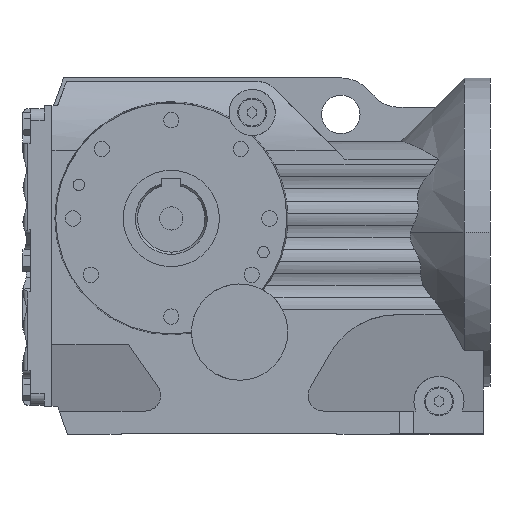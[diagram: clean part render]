
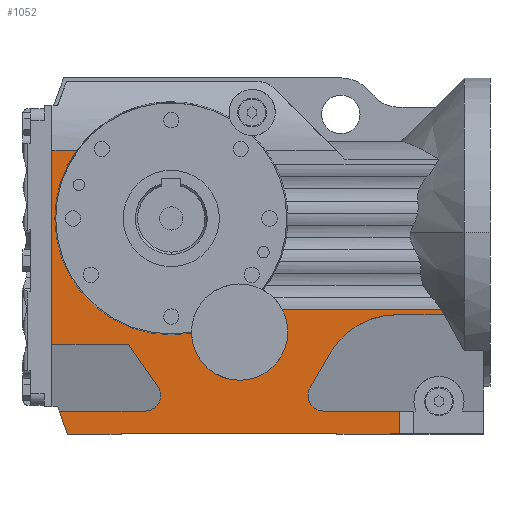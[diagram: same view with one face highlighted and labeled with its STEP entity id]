
A CAD part, front view. The second image highlights one B-rep face of the part: STEP entity #1052.
In plain terms, the highlighted planar face has unit normal (0, -1, 0).
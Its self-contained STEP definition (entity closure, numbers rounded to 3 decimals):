
#1052=ADVANCED_FACE('NONE',(#2276),#2277,.F.);
#2276=FACE_OUTER_BOUND('',#3692,.T.);
#2277=PLANE('',#3693);
#3692=EDGE_LOOP('',(#6872,#6873,#6874,#6875,#6876,#6877,#6878,#6879,#6880,#6881,#6882,#6883,#6884,#6885,#6886,#6887,#6888,#6889,#6890,#6891,#6892,#6893,#6894,#6895,#6896,#6897,#6898,#6899,#6900,#6901));
#3693=AXIS2_PLACEMENT_3D('',#6902,#6903,#6904);
#6872=ORIENTED_EDGE('',*,*,#9449,.T.);
#6873=ORIENTED_EDGE('',*,*,#9552,.T.);
#6874=ORIENTED_EDGE('',*,*,#9553,.T.);
#6875=ORIENTED_EDGE('',*,*,#9554,.T.);
#6876=ORIENTED_EDGE('',*,*,#9361,.F.);
#6877=ORIENTED_EDGE('',*,*,#9555,.F.);
#6878=ORIENTED_EDGE('',*,*,#9556,.F.);
#6879=ORIENTED_EDGE('',*,*,#9557,.T.);
#6880=ORIENTED_EDGE('',*,*,#9558,.T.);
#6881=ORIENTED_EDGE('',*,*,#9559,.F.);
#6882=ORIENTED_EDGE('',*,*,#9560,.F.);
#6883=ORIENTED_EDGE('',*,*,#9561,.F.);
#6884=ORIENTED_EDGE('',*,*,#9562,.T.);
#6885=ORIENTED_EDGE('',*,*,#9563,.F.);
#6886=ORIENTED_EDGE('',*,*,#9564,.F.);
#6887=ORIENTED_EDGE('',*,*,#9522,.F.);
#6888=ORIENTED_EDGE('',*,*,#9519,.T.);
#6889=ORIENTED_EDGE('',*,*,#9565,.T.);
#6890=ORIENTED_EDGE('',*,*,#9428,.T.);
#6891=ORIENTED_EDGE('',*,*,#9566,.T.);
#6892=ORIENTED_EDGE('',*,*,#8359,.T.);
#6893=ORIENTED_EDGE('',*,*,#9567,.T.);
#6894=ORIENTED_EDGE('',*,*,#9568,.T.);
#6895=ORIENTED_EDGE('',*,*,#9547,.F.);
#6896=ORIENTED_EDGE('',*,*,#9569,.F.);
#6897=ORIENTED_EDGE('',*,*,#9526,.T.);
#6898=ORIENTED_EDGE('',*,*,#9207,.F.);
#6899=ORIENTED_EDGE('',*,*,#9570,.F.);
#6900=ORIENTED_EDGE('',*,*,#9397,.T.);
#6901=ORIENTED_EDGE('',*,*,#9434,.T.);
#6902=CARTESIAN_POINT('',(45.029,-55.0,59.0));
#6903=DIRECTION('',(0.0,1.0,0.0));
#6904=DIRECTION('',(0.0,0.0,-1.0));
#8359=EDGE_CURVE('NONE',#9978,#9982,#9984,.T.);
#9207=EDGE_CURVE('NONE',#11271,#11273,#11274,.T.);
#9361=EDGE_CURVE('NONE',#11546,#11548,#11549,.T.);
#9397=EDGE_CURVE('NONE',#11600,#11598,#11601,.T.);
#9428=EDGE_CURVE('NONE',#11652,#11650,#11653,.T.);
#9434=EDGE_CURVE('NONE',#11598,#11659,#11661,.T.);
#9449=EDGE_CURVE('NONE',#11659,#11683,#11685,.T.);
#9519=EDGE_CURVE('NONE',#11787,#11795,#11797,.T.);
#9522=EDGE_CURVE('NONE',#11787,#11801,#11802,.T.);
#9526=EDGE_CURVE('NONE',#11807,#11273,#11808,.T.);
#9547=EDGE_CURVE('NONE',#11832,#11834,#11835,.T.);
#9552=EDGE_CURVE('NONE',#11683,#11841,#11842,.T.);
#9553=EDGE_CURVE('NONE',#11841,#11843,#11844,.T.);
#9554=EDGE_CURVE('NONE',#11843,#11548,#11845,.T.);
#9555=EDGE_CURVE('NONE',#11846,#11546,#11847,.T.);
#9556=EDGE_CURVE('NONE',#11848,#11846,#11849,.T.);
#9557=EDGE_CURVE('NONE',#11848,#11850,#11851,.T.);
#9558=EDGE_CURVE('NONE',#11850,#11852,#11853,.T.);
#9559=EDGE_CURVE('NONE',#11854,#11852,#11855,.T.);
#9560=EDGE_CURVE('NONE',#11856,#11854,#11857,.T.);
#9561=EDGE_CURVE('NONE',#11858,#11856,#11859,.T.);
#9562=EDGE_CURVE('NONE',#11858,#11860,#11861,.T.);
#9563=EDGE_CURVE('NONE',#11862,#11860,#11863,.T.);
#9564=EDGE_CURVE('NONE',#11801,#11862,#11864,.T.);
#9565=EDGE_CURVE('NONE',#11795,#11652,#11865,.T.);
#9566=EDGE_CURVE('NONE',#11650,#9978,#11866,.T.);
#9567=EDGE_CURVE('NONE',#9982,#11867,#11868,.T.);
#9568=EDGE_CURVE('NONE',#11867,#11834,#11869,.T.);
#9569=EDGE_CURVE('NONE',#11807,#11832,#11870,.T.);
#9570=EDGE_CURVE('NONE',#11600,#11271,#11871,.T.);
#9978=VERTEX_POINT('',#12368);
#9982=VERTEX_POINT('NONE',#12383);
#9984=CIRCLE('',#12386,8.);
#11271=VERTEX_POINT('NONE',#15209);
#11273=VERTEX_POINT('NONE',#15212);
#11274=CIRCLE('',#15213,25.0);
#11546=VERTEX_POINT('NONE',#15783);
#11548=VERTEX_POINT('NONE',#15786);
#11549=CIRCLE('',#15787,8.);
#11598=VERTEX_POINT('NONE',#15936);
#11600=VERTEX_POINT('NONE',#15939);
#11601=CIRCLE('',#15940,60.445);
#11650=VERTEX_POINT('NONE',#16041);
#11652=VERTEX_POINT('NONE',#16044);
#11653=LINE('',#16045,#16046);
#11659=VERTEX_POINT('NONE',#16056);
#11661=CIRCLE('',#16093,60.445);
#11683=VERTEX_POINT('NONE',#16205);
#11685=LINE('',#16207,#16208);
#11787=VERTEX_POINT('NONE',#16436);
#11795=VERTEX_POINT('NONE',#16448);
#11797=LINE('',#16451,#16452);
#11801=VERTEX_POINT('NONE',#16457);
#11802=LINE('',#16458,#16459);
#11807=VERTEX_POINT('NONE',#16466);
#11808=LINE('',#16467,#16468);
#11832=VERTEX_POINT('NONE',#16565);
#11834=VERTEX_POINT('NONE',#16572);
#11835=LINE('',#16573,#16574);
#11841=VERTEX_POINT('NONE',#16601);
#11842=LINE('',#16602,#16603);
#11843=VERTEX_POINT('NONE',#16604);
#11844=LINE('',#16605,#16606);
#11845=LINE('',#16607,#16608);
#11846=VERTEX_POINT('NONE',#16609);
#11847=CIRCLE('',#16610,8.);
#11848=VERTEX_POINT('NONE',#16611);
#11849=LINE('',#16612,#16613);
#11850=VERTEX_POINT('NONE',#16614);
#11851=LINE('',#16615,#16616);
#11852=VERTEX_POINT('NONE',#16617);
#11853=LINE('',#16618,#16619);
#11854=VERTEX_POINT('NONE',#16620);
#11855=LINE('',#16621,#16622);
#11856=VERTEX_POINT('NONE',#16623);
#11857=LINE('',#16624,#16625);
#11858=VERTEX_POINT('NONE',#16626);
#11859=LINE('',#16627,#16628);
#11860=VERTEX_POINT('NONE',#16629);
#11861=LINE('',#16630,#16631);
#11862=VERTEX_POINT('NONE',#16632);
#11863=LINE('',#16633,#16634);
#11864=LINE('',#16635,#16636);
#11865=LINE('',#16637,#16638);
#11866=CIRCLE('',#16639,8.);
#11867=VERTEX_POINT('NONE',#16640);
#11868=LINE('',#16641,#16642);
#11869=CIRCLE('',#16643,40.0);
#11870=B_SPLINE_CURVE_WITH_KNOTS('',3,(#16644,#16645,#16646,#16647),.UNSPECIFIED.,.F.,.F.,(4,4),(0.088,0.091),.UNSPECIFIED.);
#11871=CIRCLE('',#16648,25.0);
#12368=CARTESIAN_POINT('',(71.0,-55.0,-92.0));
#12383=CARTESIAN_POINT('',(72.072,-55.0,-88.0));
#12386=AXIS2_PLACEMENT_3D('',#17288,#17289,#17290);
#15209=CARTESIAN_POINT('',(60.5,-55.0,-59.0));
#15212=CARTESIAN_POINT('',(57.54,-55.0,-47.2));
#15213=AXIS2_PLACEMENT_3D('',#18104,#18105,#18106);
#15783=CARTESIAN_POINT('',(-5.5,-55.0,-92.0));
#15786=CARTESIAN_POINT('',(-6.947,-55.0,-87.411));
#15787=AXIS2_PLACEMENT_3D('',#18293,#18294,#18295);
#15936=CARTESIAN_POINT('',(-60.445,-55.0,0.0));
#15939=CARTESIAN_POINT('',(10.506,-55.0,-59.525));
#15940=AXIS2_PLACEMENT_3D('',#18320,#18321,#18322);
#16041=CARTESIAN_POINT('',(79.0,-55.,-100.0));
#16044=CARTESIAN_POINT('',(118.5,-55.,-100.));
#16045=CARTESIAN_POINT('',(162.0,-55.,-100.0));
#16046=VECTOR('',#18345,1000.0);
#16056=CARTESIAN_POINT('',(-49.072,-55.0,35.293));
#16093=AXIS2_PLACEMENT_3D('',#18350,#18351,#18352);
#16205=CARTESIAN_POINT('',(-62.,-55.0,35.293));
#16207=CARTESIAN_POINT('',(162.0,-55.0,35.293));
#16208=VECTOR('',#18362,1000.0);
#16436=CARTESIAN_POINT('',(114.0,-55.0,-111.5));
#16448=CARTESIAN_POINT('',(118.5,-55.,-111.5));
#16451=CARTESIAN_POINT('',(162.0,-55.0,-111.5));
#16452=VECTOR('',#18428,1000.0);
#16457=CARTESIAN_POINT('',(114.0,-55.0,-112.0));
#16458=CARTESIAN_POINT('',(114.0,-55.0,-112.0));
#16459=VECTOR('',#18430,1000.0);
#16466=CARTESIAN_POINT('',(140.007,-55.0,-47.2));
#16467=CARTESIAN_POINT('',(162.0,-55.0,-47.2));
#16468=VECTOR('',#18433,1000.0);
#16565=CARTESIAN_POINT('',(141.691,-55.,-50.0));
#16572=CARTESIAN_POINT('',(117.105,-55.0,-50.0));
#16573=CARTESIAN_POINT('',(162.0,-55.,-50.0));
#16574=VECTOR('',#18441,1000.0);
#16601=CARTESIAN_POINT('',(-62.0,-55.0,-65.5));
#16602=CARTESIAN_POINT('',(-62.0,-55.0,59.0));
#16603=VECTOR('',#18443,1000.0);
#16604=CARTESIAN_POINT('',(-22.289,-55.0,-65.5));
#16605=CARTESIAN_POINT('',(-66.,-55.0,-65.5));
#16606=VECTOR('',#18444,1000.0);
#16607=CARTESIAN_POINT('',(-45.731,-55.0,-32.021));
#16608=VECTOR('',#18445,1000.0);
#16609=CARTESIAN_POINT('',(-13.5,-55.0,-100.0));
#16610=AXIS2_PLACEMENT_3D('',#18446,#18447,#18448);
#16611=CARTESIAN_POINT('',(-58.115,-55.0,-100.0));
#16612=CARTESIAN_POINT('',(-66.,-55.0,-100.0));
#16613=VECTOR('',#18449,1000.0);
#16614=CARTESIAN_POINT('',(-54.042,-55.0,-111.5));
#16615=CARTESIAN_POINT('',(-96.653,-55.0,8.828));
#16616=VECTOR('',#18450,1000.0);
#16617=CARTESIAN_POINT('',(-54.0,-55.0,-111.5));
#16618=CARTESIAN_POINT('',(162.0,-55.0,-111.5));
#16619=VECTOR('',#18451,1000.0);
#16620=CARTESIAN_POINT('',(-54.0,-55.0,-112.0));
#16621=CARTESIAN_POINT('',(-54.0,-55.0,-111.5));
#16622=VECTOR('',#18452,1000.0);
#16623=CARTESIAN_POINT('',(-26.0,-55.0,-112.0));
#16624=CARTESIAN_POINT('',(-54.0,-55.0,-112.0));
#16625=VECTOR('',#18453,1000.0);
#16626=CARTESIAN_POINT('',(-26.0,-55.0,-111.5));
#16627=CARTESIAN_POINT('',(-26.0,-55.0,-112.0));
#16628=VECTOR('',#18454,1000.0);
#16629=CARTESIAN_POINT('',(86.0,-55.0,-111.5));
#16630=CARTESIAN_POINT('',(162.0,-55.0,-111.5));
#16631=VECTOR('',#18455,1000.0);
#16632=CARTESIAN_POINT('',(86.0,-55.0,-112.0));
#16633=CARTESIAN_POINT('',(86.0,-55.0,-111.5));
#16634=VECTOR('',#18456,1000.0);
#16635=CARTESIAN_POINT('',(86.0,-55.0,-112.0));
#16636=VECTOR('',#18457,1000.0);
#16637=CARTESIAN_POINT('',(118.5,-55.,-112.));
#16638=VECTOR('',#18458,1000.0);
#16639=AXIS2_PLACEMENT_3D('',#18459,#18460,#18461);
#16640=CARTESIAN_POINT('',(82.464,-55.0,-70.));
#16641=CARTESIAN_POINT('',(92.159,-55.0,-53.208));
#16642=VECTOR('',#18462,1000.0);
#16643=AXIS2_PLACEMENT_3D('',#18463,#18464,#18465);
#16644=CARTESIAN_POINT('',(140.007,-55.0,-47.2));
#16645=CARTESIAN_POINT('',(140.559,-55.0,-48.139));
#16646=CARTESIAN_POINT('',(141.121,-55.0,-49.072));
#16647=CARTESIAN_POINT('',(141.691,-55.,-50.0));
#16648=AXIS2_PLACEMENT_3D('',#18466,#18467,#18468);
#17288=CARTESIAN_POINT('',(79.0,-55.0,-92.0));
#17289=DIRECTION('',(-0.0,1.0,0.0));
#17290=DIRECTION('',(1.0,0.0,0.0));
#18104=CARTESIAN_POINT('',(35.5,-55.0,-59.0));
#18105=DIRECTION('',(0.0,-1.0,0.0));
#18106=DIRECTION('',(-1.0,0.0,0.0));
#18293=CARTESIAN_POINT('',(-13.5,-55.0,-92.0));
#18294=DIRECTION('',(0.0,-1.0,0.0));
#18295=DIRECTION('',(1.0,0.0,0.0));
#18320=CARTESIAN_POINT('',(0.0,-55.0,0.0));
#18321=DIRECTION('',(0.0,1.0,0.0));
#18322=DIRECTION('',(-1.0,0.0,0.0));
#18345=DIRECTION('',(-1.0,0.0,0.0));
#18350=CARTESIAN_POINT('',(0.0,-55.0,0.0));
#18351=DIRECTION('',(0.0,1.0,0.0));
#18352=DIRECTION('',(-1.0,0.0,0.0));
#18362=DIRECTION('',(-1.0,0.0,0.));
#18428=DIRECTION('',(1.0,0.0,0.));
#18430=DIRECTION('',(0.0,0.0,-1.0));
#18433=DIRECTION('',(-1.0,0.0,0.0));
#18441=DIRECTION('',(-1.0,0.0,0.0));
#18443=DIRECTION('',(0.0,0.0,-1.0));
#18444=DIRECTION('',(1.0,0.0,0.0));
#18445=DIRECTION('',(0.574,0.0,-0.819));
#18446=CARTESIAN_POINT('',(-13.5,-55.0,-92.0));
#18447=DIRECTION('',(0.0,-1.0,0.0));
#18448=DIRECTION('',(1.0,0.0,0.0));
#18449=DIRECTION('',(1.0,0.0,0.0));
#18450=DIRECTION('',(0.334,0.0,-0.943));
#18451=DIRECTION('',(1.0,0.0,0.));
#18452=DIRECTION('',(0.0,0.0,1.0));
#18453=DIRECTION('',(-1.0,-0.0,0.));
#18454=DIRECTION('',(0.0,0.0,-1.0));
#18455=DIRECTION('',(1.0,0.0,0.));
#18456=DIRECTION('',(0.0,0.0,1.0));
#18457=DIRECTION('',(-1.0,0.0,0.0));
#18458=DIRECTION('',(0.0,0.,1.0));
#18459=CARTESIAN_POINT('',(79.0,-55.0,-92.0));
#18460=DIRECTION('',(-0.0,1.0,0.0));
#18461=DIRECTION('',(1.0,0.0,0.0));
#18462=DIRECTION('',(0.5,0.0,0.866));
#18463=CARTESIAN_POINT('',(117.105,-55.0,-90.0));
#18464=DIRECTION('',(-0.0,1.0,0.0));
#18465=DIRECTION('',(1.0,0.0,0.0));
#18466=CARTESIAN_POINT('',(35.5,-55.0,-59.0));
#18467=DIRECTION('',(0.0,-1.0,0.0));
#18468=DIRECTION('',(-1.0,0.0,0.0));
